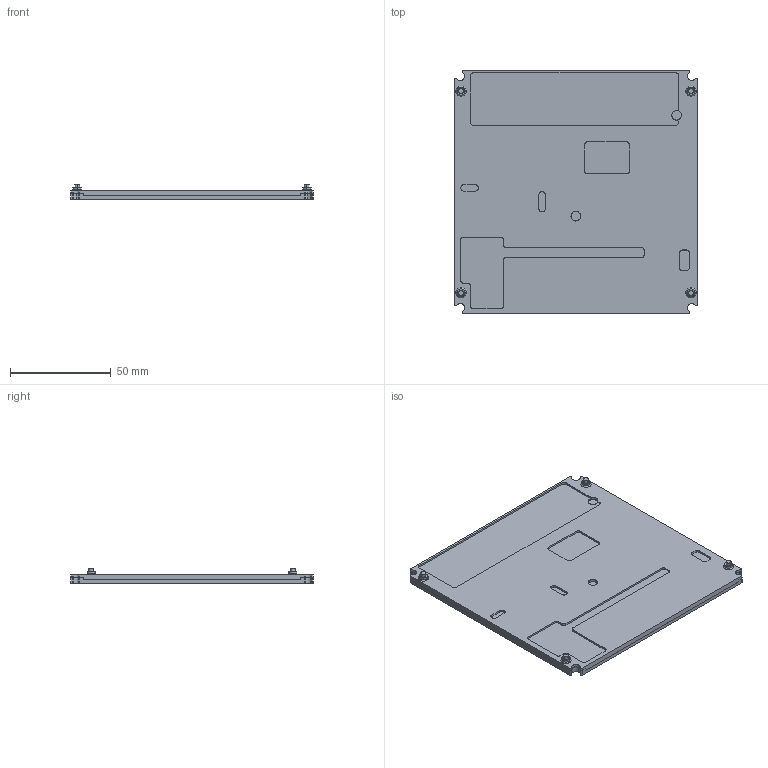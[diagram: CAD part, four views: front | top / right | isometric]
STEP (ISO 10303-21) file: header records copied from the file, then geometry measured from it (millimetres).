
FILE_DESCRIPTION(('FreeCAD Model'),'2;1');
FILE_NAME('Open CASCADE Shape Model','2022-10-14T16:33:51',(''),(''), 'Open CASCADE STEP processor 7.5','FreeCAD','Unknown');
FILE_SCHEMA(('AUTOMOTIVE_DESIGN { 1 0 10303 214 1 1 1 1 }'));
Length unit declared in the file: millimetre
Products named in the file (1): nabu_casa_backplate_3d_print
Bounding box: 120.43 x 120.43 x 7.34 mm (x, y, z)
Volume: 58174.2 mm3; surface area: 31625.4 mm2
Topology: 1 solids, 1 shells, 179 faces, 453 edges, 291 vertices
Faces by surface type: plane 85, cylinder 48, cone 34, bspline 12
Entity records: 5444 total; most frequent: CARTESIAN_POINT 1314, ORIENTED_EDGE 906, DIRECTION 756, EDGE_CURVE 453, VERTEX_POINT 291, LINE 282, VECTOR 282, AXIS2_PLACEMENT_3D 237
